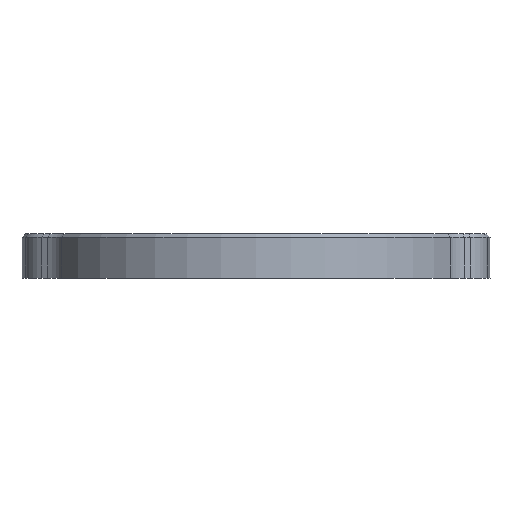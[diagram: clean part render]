
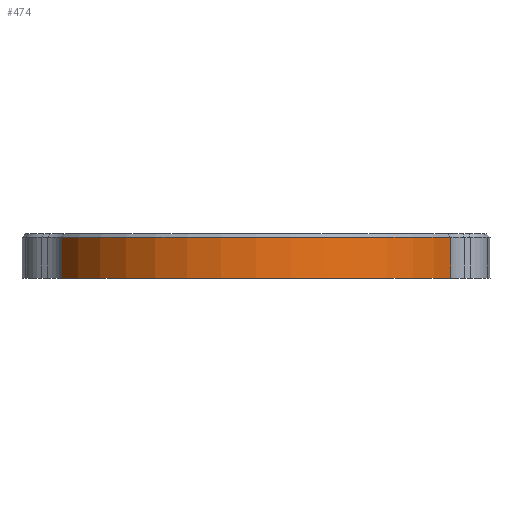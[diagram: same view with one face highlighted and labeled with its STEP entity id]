
A CAD part, front view. The second image highlights one B-rep face of the part: STEP entity #474.
In plain terms, the highlighted cylindrical face has radius 28.575 mm (diameter 57.15 mm), a partial arc.
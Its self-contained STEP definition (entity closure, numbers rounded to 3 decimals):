
#32 = LINE ( 'NONE', #507, #1025 ) ;
#44 = EDGE_LOOP ( 'NONE', ( #541, #862, #1227, #751 ) ) ;
#75 = EDGE_CURVE ( 'NONE', #885, #225, #379, .T. ) ;
#150 = VERTEX_POINT ( 'NONE', #1415 ) ;
#225 = VERTEX_POINT ( 'NONE', #1401 ) ;
#370 = CARTESIAN_POINT ( 'NONE',  ( 0., 0., 5.5 ) ) ;
#379 = CIRCLE ( 'NONE', #670, 28.575 ) ;
#447 = EDGE_CURVE ( 'NONE', #150, #1433, #536, .T. ) ;
#474 = ADVANCED_FACE ( 'NONE', ( #1182 ), #1165, .T. ) ;
#475 = CARTESIAN_POINT ( 'NONE',  ( 26.219, -11.363, 5.5 ) ) ;
#507 = CARTESIAN_POINT ( 'NONE',  ( 26.219, -11.363, 6. ) ) ;
#536 = CIRCLE ( 'NONE', #894, 28.575 ) ;
#541 = ORIENTED_EDGE ( 'NONE', *, *, #1162, .T. ) ;
#590 = DIRECTION ( 'NONE',  ( 0., 0., 1. ) ) ;
#616 = DIRECTION ( 'NONE',  ( -1., 0., 0. ) ) ;
#670 = AXIS2_PLACEMENT_3D ( 'NONE', #370, #1634, #616 ) ;
#708 = CARTESIAN_POINT ( 'NONE',  ( 0., 0., 6. ) ) ;
#712 = DIRECTION ( 'NONE',  ( 1., 0., 0. ) ) ;
#751 = ORIENTED_EDGE ( 'NONE', *, *, #447, .T. ) ;
#791 = LINE ( 'NONE', #1626, #1002 ) ;
#862 = ORIENTED_EDGE ( 'NONE', *, *, #75, .T. ) ;
#885 = VERTEX_POINT ( 'NONE', #475 ) ;
#894 = AXIS2_PLACEMENT_3D ( 'NONE', #1075, #590, #712 ) ;
#920 = AXIS2_PLACEMENT_3D ( 'NONE', #708, #942, #1583 ) ;
#942 = DIRECTION ( 'NONE',  ( 0., 0., -1. ) ) ;
#1001 = DIRECTION ( 'NONE',  ( 0., 0., 1. ) ) ;
#1002 = VECTOR ( 'NONE', #1522, 1000. ) ;
#1025 = VECTOR ( 'NONE', #1001, 1000. ) ;
#1075 = CARTESIAN_POINT ( 'NONE',  ( 0., 0., 0. ) ) ;
#1162 = EDGE_CURVE ( 'NONE', #1433, #885, #32, .T. ) ;
#1165 = CYLINDRICAL_SURFACE ( 'NONE', #920, 28.575 ) ;
#1182 = FACE_OUTER_BOUND ( 'NONE', #44, .T. ) ;
#1227 = ORIENTED_EDGE ( 'NONE', *, *, #1595, .T. ) ;
#1401 = CARTESIAN_POINT ( 'NONE',  ( -26.219, -11.363, 5.5 ) ) ;
#1415 = CARTESIAN_POINT ( 'NONE',  ( -26.219, -11.363, 0. ) ) ;
#1433 = VERTEX_POINT ( 'NONE', #1569 ) ;
#1522 = DIRECTION ( 'NONE',  ( 0., 0., -1. ) ) ;
#1569 = CARTESIAN_POINT ( 'NONE',  ( 26.219, -11.363, 0. ) ) ;
#1583 = DIRECTION ( 'NONE',  ( -1., 0., 0. ) ) ;
#1595 = EDGE_CURVE ( 'NONE', #225, #150, #791, .T. ) ;
#1626 = CARTESIAN_POINT ( 'NONE',  ( -26.219, -11.363, 6. ) ) ;
#1634 = DIRECTION ( 'NONE',  ( 0., 0., -1. ) ) ;
